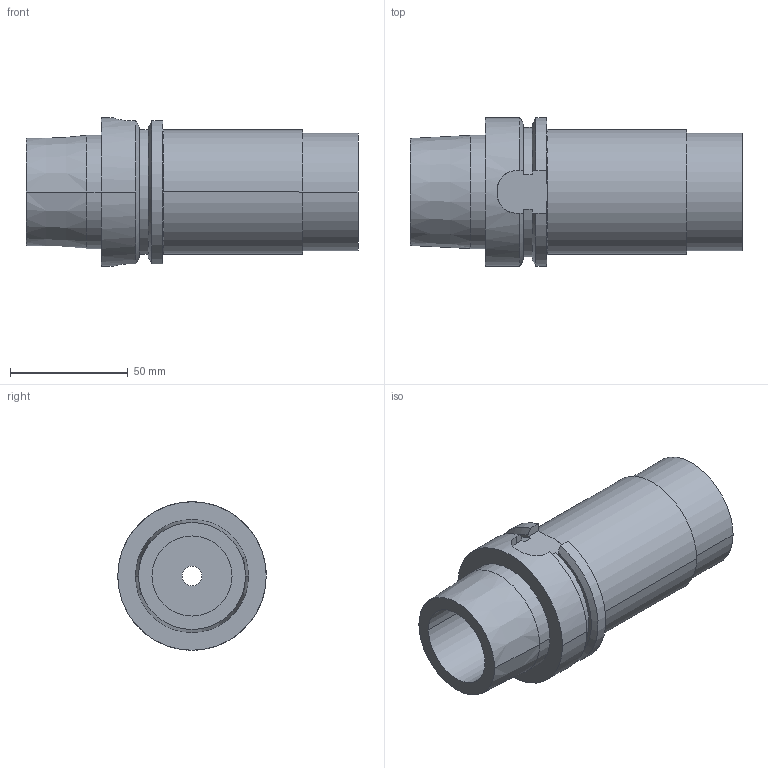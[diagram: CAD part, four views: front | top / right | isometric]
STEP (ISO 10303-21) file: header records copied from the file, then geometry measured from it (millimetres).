
FILE_DESCRIPTION((''),'2;1');
FILE_NAME('8472262700','2021-06-02T13:12:41',('thiemer'),(''),'CREO PARAMETRIC BY PTC INC, 2020053','CREO PARAMETRIC BY PTC INC, 2020053','');
FILE_SCHEMA(('AP242_MANAGED_MODEL_BASED_3D_ENGINEERING_MIM_LF { 1 0 10303 442 1 1 4 }'));
Length unit declared in the file: millimetre
Products named in the file (1): 8472262700
Bounding box: 140.9 x 63 x 63 mm (x, y, z)
Volume: 216270 mm3; surface area: 41676.5 mm2
Topology: 1 solids, 1 shells, 65 faces, 190 edges, 133 vertices
Faces by surface type: plane 28, cylinder 25, cone 10, torus 2
Entity records: 3226 total; most frequent: CARTESIAN_POINT 532, DIRECTION 411, ORIENTED_EDGE 336, PRESENTATION_STYLE_ASSIGNMENT 201, STYLED_ITEM 201, CURVE_STYLE 200, EDGE_CURVE 168, AXIS2_PLACEMENT_3D 151
